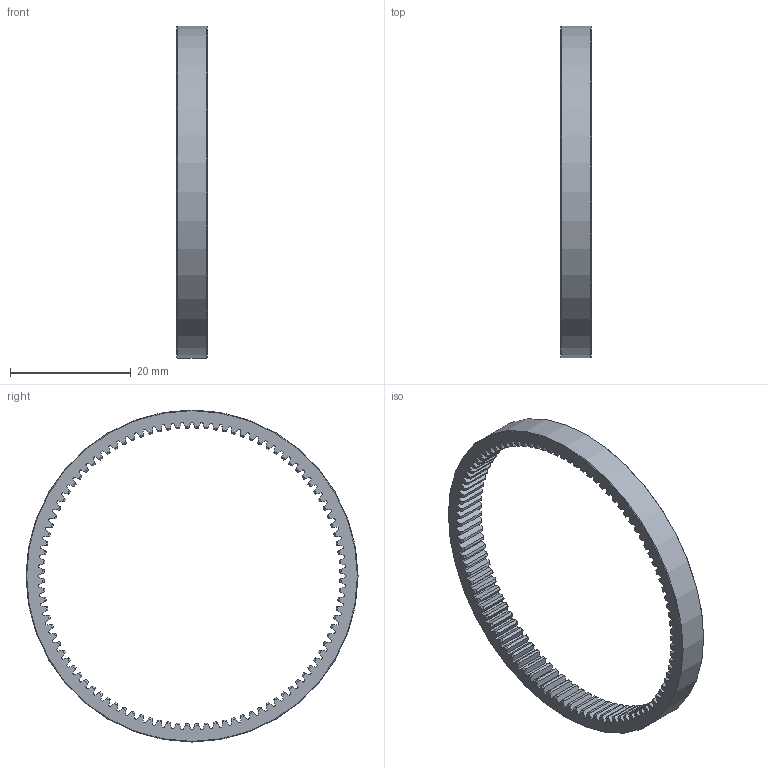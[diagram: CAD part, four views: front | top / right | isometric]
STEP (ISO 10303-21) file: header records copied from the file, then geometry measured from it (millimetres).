
FILE_DESCRIPTION(/* description */ (''),/* implementation_level */ '2;1');
FILE_NAME(/* name */ 'Ring gear.step',/* time_stamp */ '2019-12-26T23:22:13+09:00',/* author */ (''),/* organization */ (''),/* preprocessor_version */ 'ST-DEVELOPER v18',/* originating_system */ 'Autodesk Translation Framework v8.12.0.6',/* authorisation */ '');
FILE_SCHEMA (('AUTOMOTIVE_DESIGN { 1 0 10303 214 3 1 1 }'));
Length unit declared in the file: millimetre
Products named in the file (2): Ring gear; Component1
Assembly tree (1 placements, depth 2):
  Ring gear
    Component1
Bounding box: 5 x 55 x 55 mm (x, y, z)
Volume: 2094.4 mm3; surface area: 3124 mm2
Topology: 1 solids, 1 shells, 605 faces, 1807 edges, 1204 vertices
Faces by surface type: cylinder 401, cone 202, plane 2
Full cylindrical faces by diameter (mm): 55 x1
Entity records: 21366 total; most frequent: DIRECTION 4427, CARTESIAN_POINT 3619, ORIENTED_EDGE 3614, AXIS2_PLACEMENT_3D 2012, EDGE_CURVE 1807, VERTEX_POINT 1204, CIRCLE 1004, EDGE_LOOP 607
